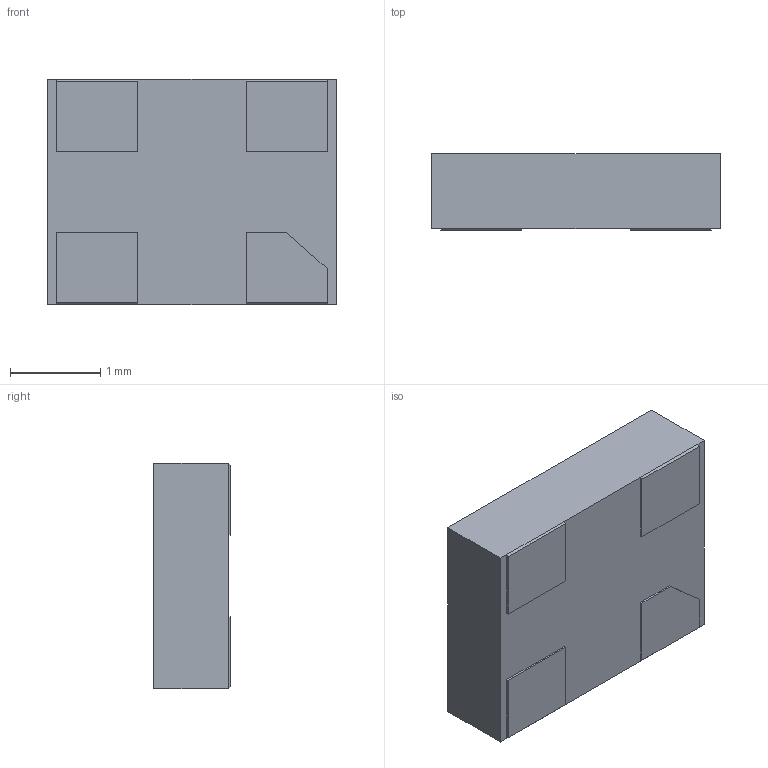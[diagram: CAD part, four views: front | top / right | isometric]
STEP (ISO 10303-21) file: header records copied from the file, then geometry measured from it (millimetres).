
FILE_DESCRIPTION (( 'STEP AP214' ), '1' );
FILE_NAME ('ASEMB.STEP', '2015-12-07T22:10:47', ( '' ), ( '' ), 'SwSTEP 2.0', 'SolidWorks 2015', '' );
FILE_SCHEMA (( 'AUTOMOTIVE_DESIGN' ));
Length unit declared in the file: millimetre
Products named in the file (1): ASEMB
Bounding box: 3.2 x 0.85 x 2.5 mm (x, y, z)
Volume: 6.7 mm3; surface area: 25.7 mm2
Topology: 1 solids, 1 shells, 30 faces, 73 edges, 46 vertices
Faces by surface type: plane 28, cylinder 2
Entity records: 957 total; most frequent: CARTESIAN_POINT 150, ORIENTED_EDGE 146, DIRECTION 139, EDGE_CURVE 73, VECTOR 69, LINE 69, VERTEX_POINT 46, AXIS2_PLACEMENT_3D 35
